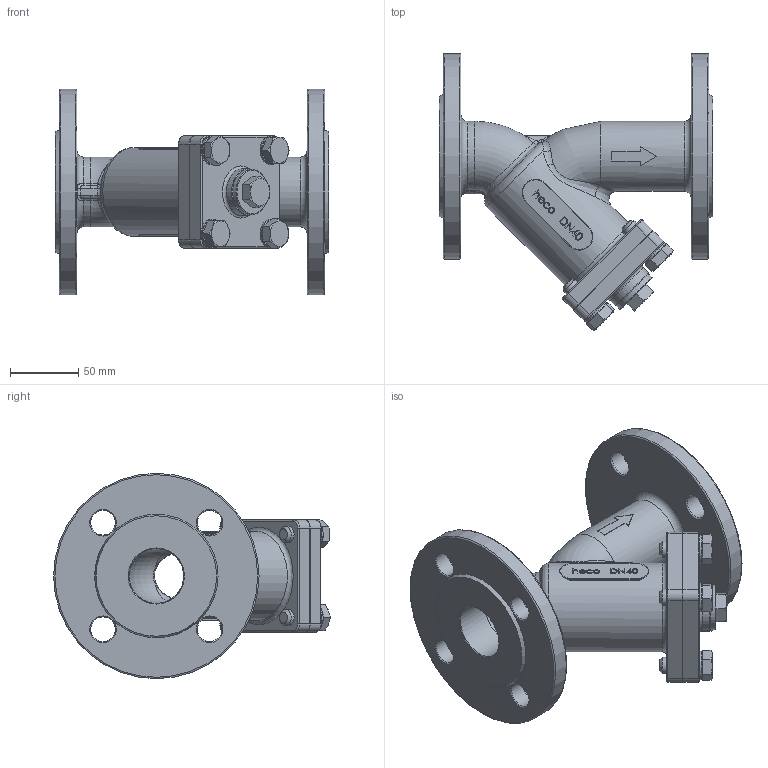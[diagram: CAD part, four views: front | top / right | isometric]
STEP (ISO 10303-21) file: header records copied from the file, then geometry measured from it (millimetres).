
FILE_DESCRIPTION (( 'STEP AP214' ), '1' );
FILE_NAME ('SFFL-040 Schmutzfänger mit Flansch 2010.STEP', '2020-10-02T10:36:25', ( '' ), ( '' ), 'SwSTEP 2.0', 'SolidWorks 2019', '' );
FILE_SCHEMA (( 'AUTOMOTIVE_DESIGN' ));
Length unit declared in the file: millimetre
Products named in the file (1): SFFL-040 Schmutzfänger mit Flansch 2010
Bounding box: 200 x 202.1 x 150 mm (x, y, z)
Volume: 883834.5 mm3; surface area: 173562.3 mm2
Topology: 1 solids, 1 shells, 562 faces, 1385 edges, 862 vertices
Faces by surface type: plane 276, bspline 155, cylinder 61, torus 40, cone 30
Full cylindrical faces by diameter (mm): 12 x4, 18 x8, 21 x4, 33 x1, 34 x1, 40 x3, 51 x1, 65 x1, 150 x2
Entity records: 28134 total; most frequent: CARTESIAN_POINT 13554, ORIENTED_EDGE 2544, DIRECTION 1993, EDGE_CURVE 1272, VERTEX_POINT 828, EDGE_LOOP 694, AXIS2_PLACEMENT_3D 671, LINE 651
